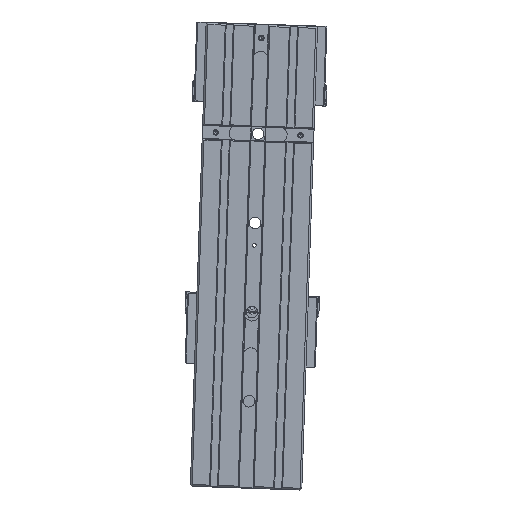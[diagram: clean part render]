
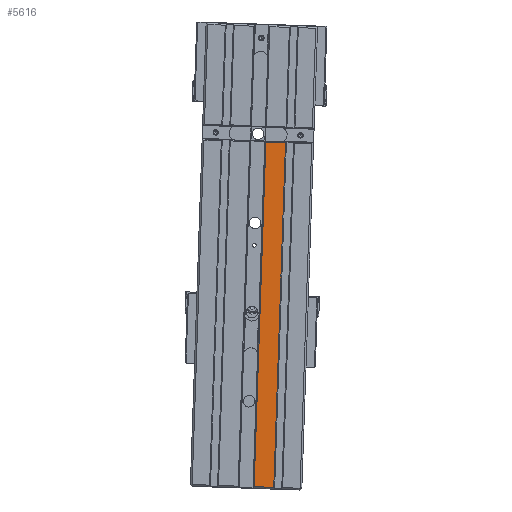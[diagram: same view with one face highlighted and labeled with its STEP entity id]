
A CAD part, front view. The second image highlights one B-rep face of the part: STEP entity #5616.
In plain terms, the highlighted planar face has unit normal (0, -1, 0).
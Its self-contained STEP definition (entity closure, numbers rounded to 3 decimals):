
#3864 = FACE_OUTER_BOUND ( 'NONE', #17610, .T. ) ;
#5616 = ADVANCED_FACE ( 'NONE', ( #3864 ), #31312, .F. ) ;
#12806 = EDGE_CURVE ( 'NONE', #33269, #33484, #21621, .T. ) ;
#12807 = EDGE_CURVE ( 'NONE', #32979, #33484, #21633, .T. ) ;
#12808 = EDGE_CURVE ( 'NONE', #32979, #33214, #21641, .T. ) ;
#12809 = EDGE_CURVE ( 'NONE', #33214, #33269, #21645, .T. ) ;
#17610 = EDGE_LOOP ( 'NONE', ( #18286, #18283, #23818, #23793 ) ) ;
#18283 = ORIENTED_EDGE ( 'NONE', *, *, #12807, .F. ) ;
#18286 = ORIENTED_EDGE ( 'NONE', *, *, #12806, .T. ) ;
#18306 = CARTESIAN_POINT ( 'NONE',  ( 31., 0., 388.5 ) ) ;
#18480 = CARTESIAN_POINT ( 'NONE',  ( 9., 0., 388.5 ) ) ;
#18510 = CARTESIAN_POINT ( 'NONE',  ( 9., 0., 2. ) ) ;
#18648 = CARTESIAN_POINT ( 'NONE',  ( 31., 0., 2. ) ) ;
#20020 = CARTESIAN_POINT ( 'NONE',  ( 62.5, 0., 2. ) ) ;
#20030 = CARTESIAN_POINT ( 'NONE',  ( 31., 0., 520. ) ) ;
#20038 = DIRECTION ( 'NONE',  ( 1., 0., 0. ) ) ;
#20040 = DIRECTION ( 'NONE',  ( 0., 0., -1. ) ) ;
#20041 = CARTESIAN_POINT ( 'NONE',  ( -62.5, 0., 388.5 ) ) ;
#20042 = DIRECTION ( 'NONE',  ( -1., 0., 0. ) ) ;
#20043 = CARTESIAN_POINT ( 'NONE',  ( 9., 0., 520. ) ) ;
#20044 = DIRECTION ( 'NONE',  ( 0., 0., -1. ) ) ;
#21621 = LINE ( 'NONE', #20020, #21639 ) ;
#21633 = LINE ( 'NONE', #20030, #21643 ) ;
#21639 = VECTOR ( 'NONE', #20038, 1000. ) ;
#21641 = LINE ( 'NONE', #20041, #21647 ) ;
#21643 = VECTOR ( 'NONE', #20040, 1000. ) ;
#21645 = LINE ( 'NONE', #20043, #21651 ) ;
#21647 = VECTOR ( 'NONE', #20042, 1000. ) ;
#21651 = VECTOR ( 'NONE', #20044, 1000. ) ;
#23793 = ORIENTED_EDGE ( 'NONE', *, *, #12809, .T. ) ;
#23818 = ORIENTED_EDGE ( 'NONE', *, *, #12808, .T. ) ;
#29121 = AXIS2_PLACEMENT_3D ( 'NONE', #31316, #31329, #31332 ) ;
#31312 = PLANE ( 'NONE',  #29121 ) ;
#31316 = CARTESIAN_POINT ( 'NONE',  ( -62.5, 0., 520. ) ) ;
#31329 = DIRECTION ( 'NONE',  ( 0., 1., 0. ) ) ;
#31332 = DIRECTION ( 'NONE',  ( 0., 0., 1. ) ) ;
#32979 = VERTEX_POINT ( 'NONE', #18306 ) ;
#33214 = VERTEX_POINT ( 'NONE', #18480 ) ;
#33269 = VERTEX_POINT ( 'NONE', #18510 ) ;
#33484 = VERTEX_POINT ( 'NONE', #18648 ) ;
